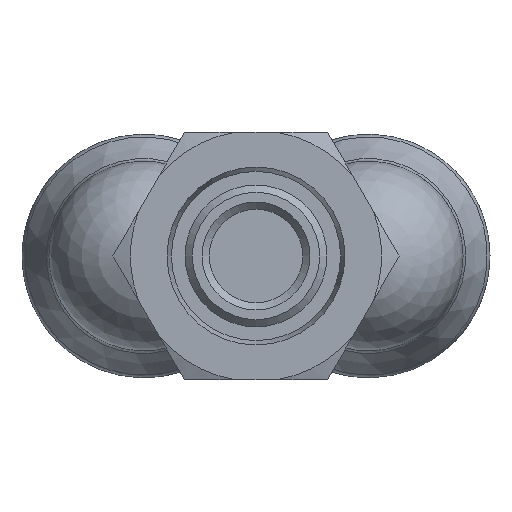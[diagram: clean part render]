
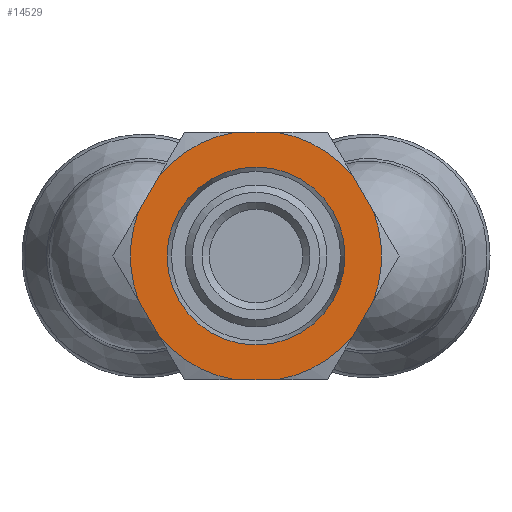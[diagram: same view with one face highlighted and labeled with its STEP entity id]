
A CAD part, front view. The second image highlights one B-rep face of the part: STEP entity #14529.
In plain terms, the highlighted face is planar.
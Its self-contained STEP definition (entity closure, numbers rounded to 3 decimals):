
#14092=CARTESIAN_POINT('',(-21.1,0.0,-6.1));
#14093=VERTEX_POINT('',#14092);
#14094=CARTESIAN_POINT('',(-21.1,0.0,0.0));
#14095=DIRECTION('',(1.0,0.0,0.0));
#14096=DIRECTION('',(0.0,0.0,-1.0));
#14097=AXIS2_PLACEMENT_3D('',#14094,#14095,#14096);
#14098=CIRCLE('',#14097,6.1);
#14099=EDGE_CURVE('',#14093,#14093,#14098,.T.);
#14200=CARTESIAN_POINT('',(-21.1,-8.063,3.035));
#14201=VERTEX_POINT('',#14200);
#14217=CARTESIAN_POINT('',(-21.1,-8.063,-3.035));
#14218=VERTEX_POINT('',#14217);
#14219=CARTESIAN_POINT('',(-21.1,0.,0.0));
#14220=DIRECTION('',(-1.0,0.0,0.0));
#14221=DIRECTION('',(0.0,1.0,0.0));
#14222=AXIS2_PLACEMENT_3D('',#14219,#14220,#14221);
#14223=CIRCLE('',#14222,8.615);
#14224=EDGE_CURVE('',#14218,#14201,#14223,.T.);
#14249=CARTESIAN_POINT('',(-21.1,-6.66,5.465));
#14250=VERTEX_POINT('',#14249);
#14264=CARTESIAN_POINT('',(-21.1,-1.403,8.5));
#14265=VERTEX_POINT('',#14264);
#14279=CARTESIAN_POINT('',(-21.1,0.,0.0));
#14280=DIRECTION('',(-1.0,0.0,0.0));
#14281=DIRECTION('',(0.0,1.0,0.0));
#14282=AXIS2_PLACEMENT_3D('',#14279,#14280,#14281);
#14283=CIRCLE('',#14282,8.615);
#14284=EDGE_CURVE('',#14250,#14265,#14283,.T.);
#14296=CARTESIAN_POINT('',(-21.1,1.403,8.5));
#14297=VERTEX_POINT('',#14296);
#14311=CARTESIAN_POINT('',(-21.1,6.66,5.465));
#14312=VERTEX_POINT('',#14311);
#14326=CARTESIAN_POINT('',(-21.1,0.,0.0));
#14327=DIRECTION('',(-1.0,0.0,0.0));
#14328=DIRECTION('',(0.0,1.0,0.0));
#14329=AXIS2_PLACEMENT_3D('',#14326,#14327,#14328);
#14330=CIRCLE('',#14329,8.615);
#14331=EDGE_CURVE('',#14297,#14312,#14330,.T.);
#14341=CARTESIAN_POINT('',(-21.1,-6.66,-5.465));
#14342=VERTEX_POINT('',#14341);
#14358=CARTESIAN_POINT('',(-21.1,-1.403,-8.5));
#14359=VERTEX_POINT('',#14358);
#14360=CARTESIAN_POINT('',(-21.1,0.,0.0));
#14361=DIRECTION('',(-1.0,0.0,0.0));
#14362=DIRECTION('',(0.0,1.0,0.0));
#14363=AXIS2_PLACEMENT_3D('',#14360,#14361,#14362);
#14364=CIRCLE('',#14363,8.615);
#14365=EDGE_CURVE('',#14359,#14342,#14364,.T.);
#14388=CARTESIAN_POINT('',(-21.1,1.403,-8.5));
#14389=VERTEX_POINT('',#14388);
#14405=CARTESIAN_POINT('',(-21.1,6.66,-5.465));
#14406=VERTEX_POINT('',#14405);
#14407=CARTESIAN_POINT('',(-21.1,0.,0.0));
#14408=DIRECTION('',(-1.0,0.0,0.0));
#14409=DIRECTION('',(0.0,1.0,0.0));
#14410=AXIS2_PLACEMENT_3D('',#14407,#14408,#14409);
#14411=CIRCLE('',#14410,8.615);
#14412=EDGE_CURVE('',#14406,#14389,#14411,.T.);
#14437=CARTESIAN_POINT('',(-21.1,8.063,3.035));
#14438=VERTEX_POINT('',#14437);
#14452=CARTESIAN_POINT('',(-21.1,8.063,-3.035));
#14453=VERTEX_POINT('',#14452);
#14467=CARTESIAN_POINT('',(-21.1,0.,0.0));
#14468=DIRECTION('',(-1.0,0.0,0.0));
#14469=DIRECTION('',(0.0,1.0,0.0));
#14470=AXIS2_PLACEMENT_3D('',#14467,#14468,#14469);
#14471=CIRCLE('',#14470,8.615);
#14472=EDGE_CURVE('',#14438,#14453,#14471,.T.);
#14477=CARTESIAN_POINT('',(-21.1,6.3,0.0));
#14478=DIRECTION('',(-1.0,0.0,0.0));
#14479=DIRECTION('',(0.0,0.0,1.0));
#14480=AXIS2_PLACEMENT_3D('',#14477,#14478,#14479);
#14481=PLANE('',#14480);
#14482=ORIENTED_EDGE('',*,*,#14472,.T.);
#14483=CARTESIAN_POINT('',(-21.1,6.66,-5.465));
#14484=DIRECTION('',(0.0,0.5,0.866));
#14485=VECTOR('',#14484,2.805);
#14486=LINE('',#14483,#14485);
#14487=EDGE_CURVE('',#14406,#14453,#14486,.T.);
#14488=ORIENTED_EDGE('',*,*,#14487,.F.);
#14489=ORIENTED_EDGE('',*,*,#14412,.T.);
#14490=CARTESIAN_POINT('',(-21.1,-1.403,-8.5));
#14491=DIRECTION('',(0.0,1.0,0.0));
#14492=VECTOR('',#14491,2.805);
#14493=LINE('',#14490,#14492);
#14494=EDGE_CURVE('',#14359,#14389,#14493,.T.);
#14495=ORIENTED_EDGE('',*,*,#14494,.F.);
#14496=ORIENTED_EDGE('',*,*,#14365,.T.);
#14497=CARTESIAN_POINT('',(-21.1,-8.063,-3.035));
#14498=DIRECTION('',(0.0,0.5,-0.866));
#14499=VECTOR('',#14498,2.805);
#14500=LINE('',#14497,#14499);
#14501=EDGE_CURVE('',#14218,#14342,#14500,.T.);
#14502=ORIENTED_EDGE('',*,*,#14501,.F.);
#14503=ORIENTED_EDGE('',*,*,#14224,.T.);
#14504=CARTESIAN_POINT('',(-21.1,-6.66,5.465));
#14505=DIRECTION('',(0.0,-0.5,-0.866));
#14506=VECTOR('',#14505,2.805);
#14507=LINE('',#14504,#14506);
#14508=EDGE_CURVE('',#14250,#14201,#14507,.T.);
#14509=ORIENTED_EDGE('',*,*,#14508,.F.);
#14510=ORIENTED_EDGE('',*,*,#14284,.T.);
#14511=CARTESIAN_POINT('',(-21.1,1.403,8.5));
#14512=DIRECTION('',(0.0,-1.0,0.0));
#14513=VECTOR('',#14512,2.805);
#14514=LINE('',#14511,#14513);
#14515=EDGE_CURVE('',#14297,#14265,#14514,.T.);
#14516=ORIENTED_EDGE('',*,*,#14515,.F.);
#14517=ORIENTED_EDGE('',*,*,#14331,.T.);
#14518=CARTESIAN_POINT('',(-21.1,8.063,3.035));
#14519=DIRECTION('',(0.0,-0.5,0.866));
#14520=VECTOR('',#14519,2.805);
#14521=LINE('',#14518,#14520);
#14522=EDGE_CURVE('',#14438,#14312,#14521,.T.);
#14523=ORIENTED_EDGE('',*,*,#14522,.F.);
#14524=EDGE_LOOP('',(#14482,#14488,#14489,#14495,#14496,#14502,#14503,#14509,#14510,#14516,#14517,#14523));
#14525=FACE_OUTER_BOUND('',#14524,.T.);
#14526=ORIENTED_EDGE('',*,*,#14099,.T.);
#14527=EDGE_LOOP('',(#14526));
#14528=FACE_BOUND('',#14527,.T.);
#14529=ADVANCED_FACE('',(#14525,#14528),#14481,.T.);
